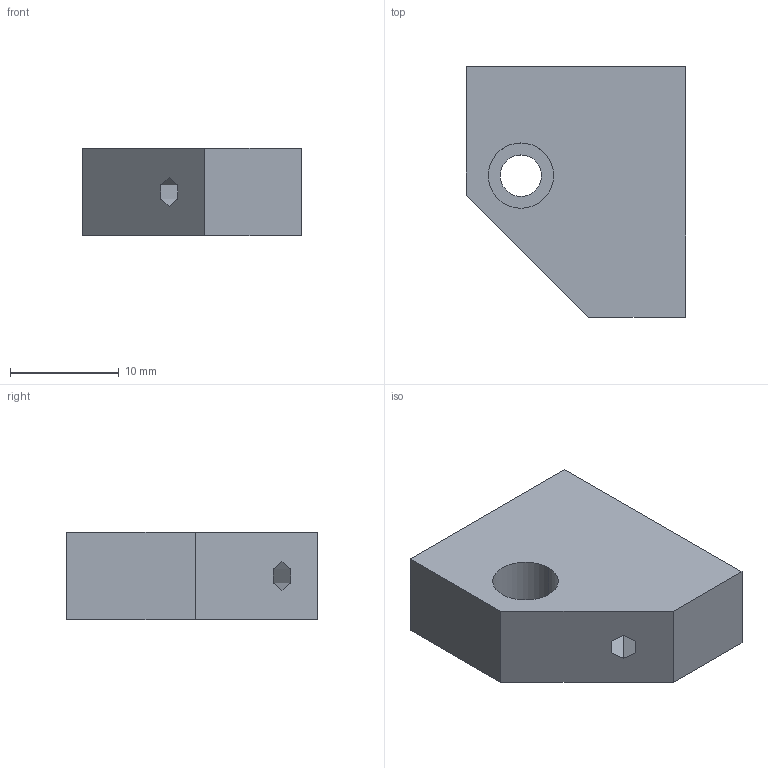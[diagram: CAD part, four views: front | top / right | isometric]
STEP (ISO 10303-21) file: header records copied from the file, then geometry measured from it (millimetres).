
FILE_DESCRIPTION (( 'STEP AP214' ), '1' );
FILE_NAME ('arm_frame_ver2_fix2.STEP', '2025-01-07T05:13:01', ( '' ), ( '' ), 'SwSTEP 2.0', 'SolidWorks 2024', '' );
FILE_SCHEMA (( 'AUTOMOTIVE_DESIGN' ));
Length unit declared in the file: millimetre
Products named in the file (1): arm_frame_ver2_fix2
Bounding box: 20.12 x 23 x 8 mm (x, y, z)
Volume: 2979.9 mm3; surface area: 1622.6 mm2
Topology: 1 solids, 1 shells, 19 faces, 45 edges, 30 vertices
Faces by surface type: plane 15, cylinder 4
Entity records: 574 total; most frequent: CARTESIAN_POINT 95, DIRECTION 93, ORIENTED_EDGE 90, EDGE_CURVE 45, LINE 37, VECTOR 37, VERTEX_POINT 30, AXIS2_PLACEMENT_3D 28
